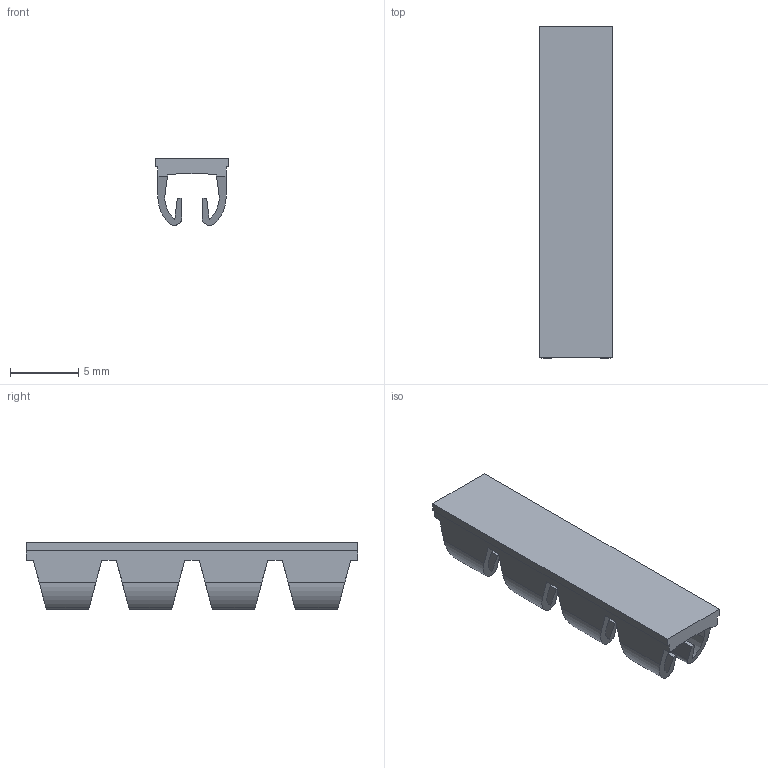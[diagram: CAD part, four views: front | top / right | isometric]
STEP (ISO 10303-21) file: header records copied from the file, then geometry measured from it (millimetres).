
FILE_DESCRIPTION(('CATIA V5 STEP','CAx-IF Rec.Pracs.--- Model Styling and Organization---1.4--- 2014-01-23'),'2;1');
FILE_NAME ('1204844-7_0_2719170000_72183_SFM_3X24_2-5_3-3_MM_WS_Simple3D.stp','2021-09-15T07:11:33+00:00',('none'),('Weidmueller'),'CATIA Version 5-6 Release 2016 SP3 HF44','CATIA V5 STEP AP214','none');
FILE_SCHEMA(('AUTOMOTIVE_DESIGN { 1 0 10303 214 1 1 1 1 }'));
Length unit declared in the file: millimetre
Products named in the file (1): 72183_SFM_3X24_2-5_3-3_MM_WS
Bounding box: 5.4 x 24.4 x 4.9 mm (x, y, z)
Volume: 236.8 mm3; surface area: 727.2 mm2
Topology: 1 solids, 1 shells, 86 faces, 252 edges, 168 vertices
Faces by surface type: plane 61, cylinder 25
Entity records: 2644 total; most frequent: CARTESIAN_POINT 658, ORIENTED_EDGE 504, DIRECTION 262, EDGE_CURVE 252, VECTOR 202, LINE 202, VERTEX_POINT 168, ADVANCED_FACE 86
